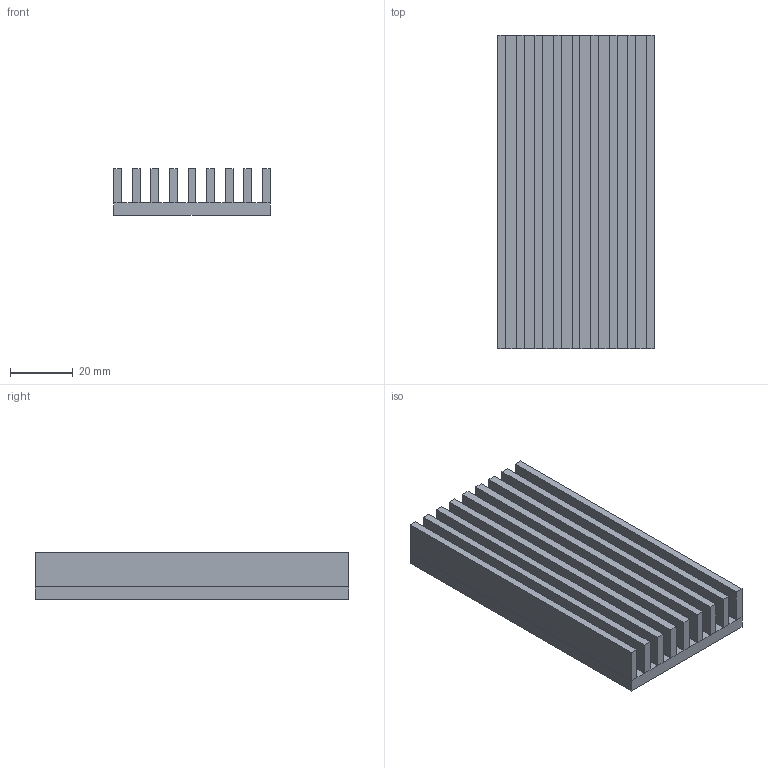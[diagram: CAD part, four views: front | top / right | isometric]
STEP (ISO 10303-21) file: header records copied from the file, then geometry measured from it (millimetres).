
FILE_DESCRIPTION(('FreeCAD Model'),'2;1');
FILE_NAME('Open CASCADE Shape Model','2021-04-06T00:43:50',('Author'),( ''),'Open CASCADE STEP processor 7.5','FreeCAD','Unknown');
FILE_SCHEMA(('AUTOMOTIVE_DESIGN { 1 0 10303 214 1 1 1 1 }'));
Length unit declared in the file: millimetre
Products named in the file (1): Heatsink_SK81
Bounding box: 50 x 100 x 15 mm (x, y, z)
Volume: 44750 mm3; surface area: 31495 mm2
Topology: 1 solids, 1 shells, 58 faces, 132 edges, 76 vertices
Faces by surface type: plane 58
Entity records: 3286 total; most frequent: CARTESIAN_POINT 531, DIRECTION 514, LINE 396, VECTOR 396, ORIENTED_EDGE 264, PCURVE 264, DEFINITIONAL_REPRESENTATION 264, EDGE_CURVE 132
